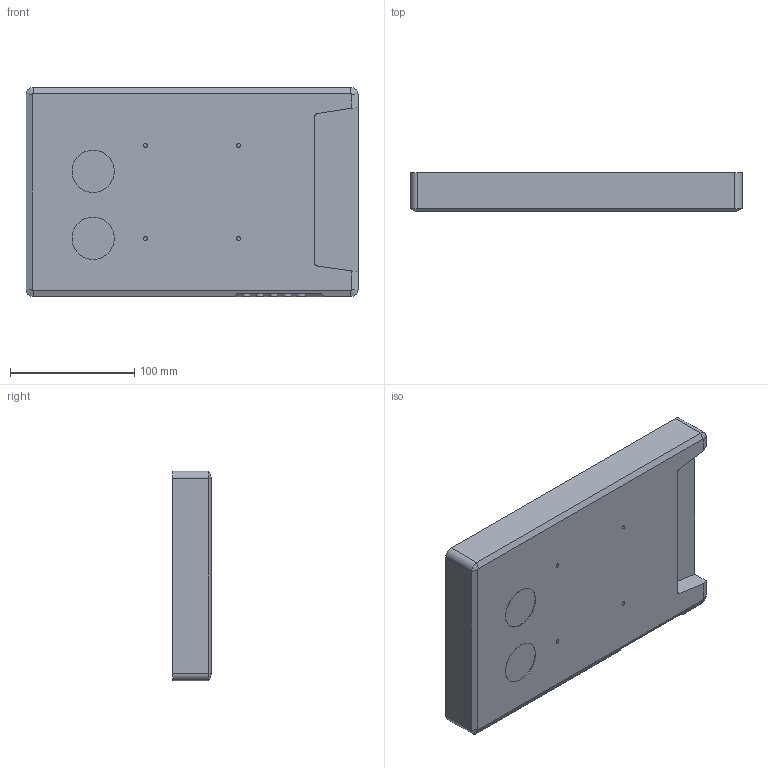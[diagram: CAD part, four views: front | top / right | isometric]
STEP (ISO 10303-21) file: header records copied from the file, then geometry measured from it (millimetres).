
FILE_DESCRIPTION (( 'STEP AP203' ), '1' );
FILE_NAME ('elecrow 10.1 inch.STEP', '2020-09-06T08:56:20', ( '' ), ( '' ), 'SwSTEP 2.0', 'SolidWorks 2017', '' );
FILE_SCHEMA (( 'CONFIG_CONTROL_DESIGN' ));
Length unit declared in the file: millimetre
Products named in the file (1): elecrow 10.1 inch
Bounding box: 267 x 31 x 168.4 mm (x, y, z)
Volume: 1236167 mm3; surface area: 118681.5 mm2
Topology: 1 solids, 1 shells, 70 faces, 157 edges, 102 vertices
Faces by surface type: plane 36, cylinder 30, cone 4
Entity records: 2038 total; most frequent: DIRECTION 363, CARTESIAN_POINT 330, ORIENTED_EDGE 314, EDGE_CURVE 157, AXIS2_PLACEMENT_3D 135, VERTEX_POINT 102, VECTOR 93, LINE 93
